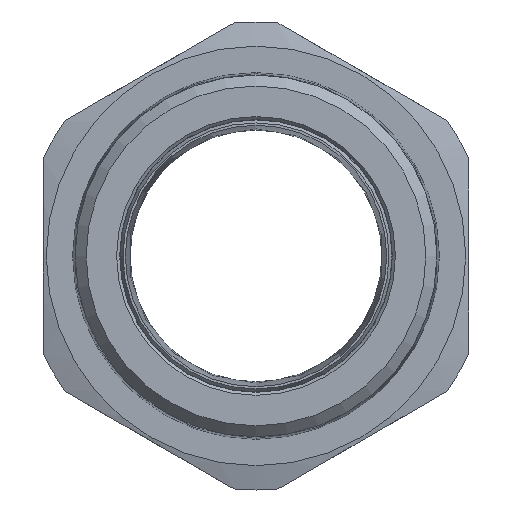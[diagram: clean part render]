
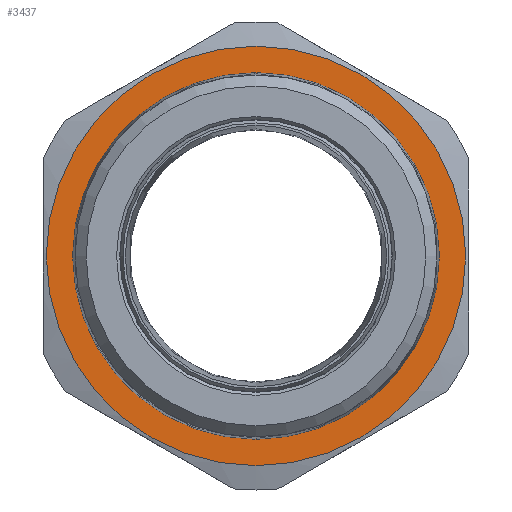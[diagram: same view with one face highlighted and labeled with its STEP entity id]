
A CAD part, left-side view. The second image highlights one B-rep face of the part: STEP entity #3437.
In plain terms, the highlighted planar face has unit normal (-1, 0, 0).
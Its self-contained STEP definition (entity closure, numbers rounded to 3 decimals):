
#241 = CARTESIAN_POINT ( 'NONE',  ( 27.2, 0., 0. ) ) ;
#710 = ORIENTED_EDGE ( 'NONE', *, *, #1840, .T. ) ;
#786 = EDGE_CURVE ( 'NONE', #4735, #4735, #5834, .T. ) ;
#790 = CARTESIAN_POINT ( 'NONE',  ( 27.2, 0., 0. ) ) ;
#805 = DIRECTION ( 'NONE',  ( 0., 0., -1. ) ) ;
#1059 = EDGE_LOOP ( 'NONE', ( #1247 ) ) ;
#1247 = ORIENTED_EDGE ( 'NONE', *, *, #786, .F. ) ;
#1319 = FACE_OUTER_BOUND ( 'NONE', #1059, .T. ) ;
#1580 = DIRECTION ( 'NONE',  ( 0., 0., -1. ) ) ;
#1601 = DIRECTION ( 'NONE',  ( 0., 0., -1. ) ) ;
#1840 = EDGE_CURVE ( 'NONE', #4372, #4372, #4102, .T. ) ;
#2004 = AXIS2_PLACEMENT_3D ( 'NONE', #5175, #2929, #1601 ) ;
#2929 = DIRECTION ( 'NONE',  ( 1., 0., 0. ) ) ;
#3387 = PLANE ( 'NONE',  #2004 ) ;
#3437 = ADVANCED_FACE ( 'NONE', ( #1319, #5736 ), #3387, .F. ) ;
#3488 = CARTESIAN_POINT ( 'NONE',  ( 27.2, 0., -30.165 ) ) ;
#3966 = DIRECTION ( 'NONE',  ( 1., 0., 0. ) ) ;
#4102 = CIRCLE ( 'NONE', #4886, 30.165 ) ;
#4343 = EDGE_LOOP ( 'NONE', ( #710 ) ) ;
#4372 = VERTEX_POINT ( 'NONE', #3488 ) ;
#4643 = AXIS2_PLACEMENT_3D ( 'NONE', #790, #3966, #805 ) ;
#4735 = VERTEX_POINT ( 'NONE', #4905 ) ;
#4886 = AXIS2_PLACEMENT_3D ( 'NONE', #241, #5749, #1580 ) ;
#4905 = CARTESIAN_POINT ( 'NONE',  ( 27.2, 0., -34.5 ) ) ;
#5175 = CARTESIAN_POINT ( 'NONE',  ( 27.2, 30.165, 0. ) ) ;
#5736 = FACE_BOUND ( 'NONE', #4343, .T. ) ;
#5749 = DIRECTION ( 'NONE',  ( 1., 0., 0. ) ) ;
#5834 = CIRCLE ( 'NONE', #4643, 34.5 ) ;
